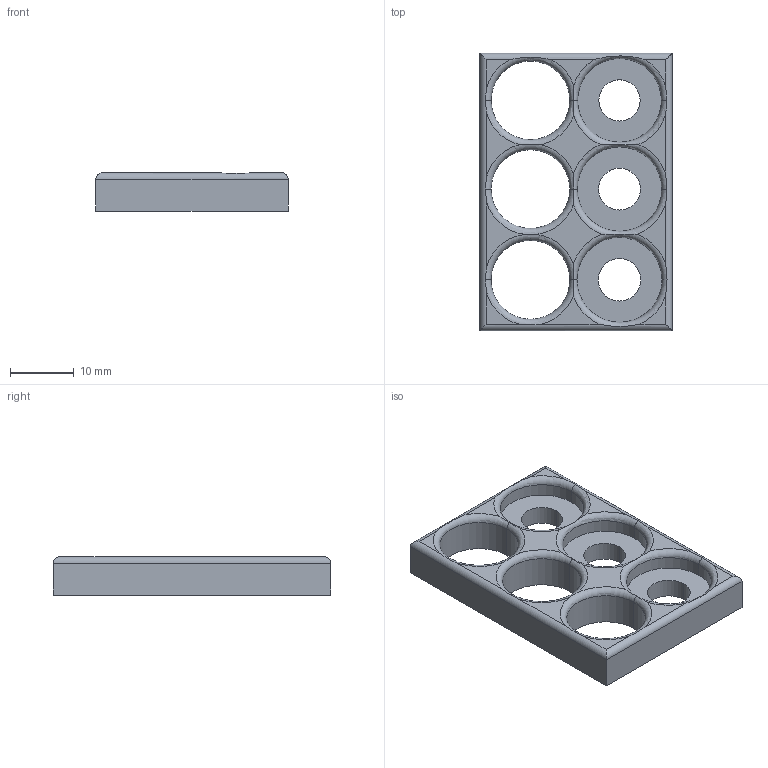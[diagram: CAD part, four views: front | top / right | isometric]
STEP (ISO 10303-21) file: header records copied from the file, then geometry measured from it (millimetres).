
FILE_DESCRIPTION (( 'STEP AP203' ), '1' );
FILE_NAME ('New Hole test.STEP', '2025-02-13T15:51:48', ( '' ), ( '' ), 'SwSTEP 2.0', 'SolidWorks 2023', '' );
FILE_SCHEMA (( 'CONFIG_CONTROL_DESIGN' ));
Length unit declared in the file: millimetre
Products named in the file (1): New Hole test
Bounding box: 30.09 x 43.44 x 6 mm (x, y, z)
Volume: 4071.9 mm3; surface area: 3669.2 mm2
Topology: 1 solids, 1 shells, 54 faces, 146 edges, 91 vertices
Faces by surface type: cylinder 22, plane 20, torus 12
Entity records: 1910 total; most frequent: CARTESIAN_POINT 455, DIRECTION 298, ORIENTED_EDGE 292, EDGE_CURVE 146, AXIS2_PLACEMENT_3D 127, VERTEX_POINT 91, CIRCLE 72, EDGE_LOOP 63
